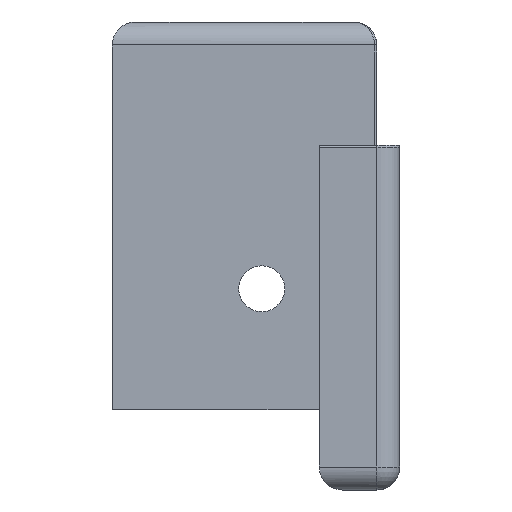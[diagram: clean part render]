
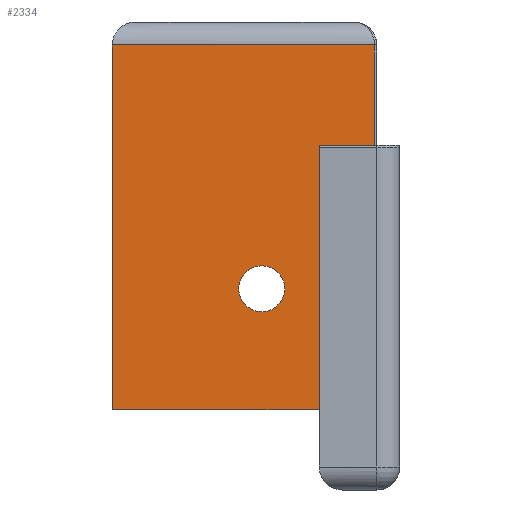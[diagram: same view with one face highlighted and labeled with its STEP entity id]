
A CAD part, left-side view. The second image highlights one B-rep face of the part: STEP entity #2334.
In plain terms, the highlighted planar face has unit normal (-1, 0, 0).
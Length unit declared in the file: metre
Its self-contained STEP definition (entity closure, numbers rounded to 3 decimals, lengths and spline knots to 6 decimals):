
#78=LINE('',#3451,#306);
#165=LINE('',#3670,#393);
#228=LINE('',#3803,#456);
#234=LINE('',#3815,#462);
#235=LINE('',#3818,#463);
#236=LINE('',#3819,#464);
#306=VECTOR('',#2728,1.);
#393=VECTOR('',#2895,1.);
#456=VECTOR('',#2988,1.);
#462=VECTOR('',#2996,1.);
#463=VECTOR('',#2997,1.);
#464=VECTOR('',#2998,1.);
#555=PLANE('',#2516);
#821=ORIENTED_EDGE('',*,*,#1461,.T.);
#822=ORIENTED_EDGE('',*,*,#1462,.T.);
#823=ORIENTED_EDGE('',*,*,#1455,.T.);
#824=ORIENTED_EDGE('',*,*,#1389,.T.);
#825=ORIENTED_EDGE('',*,*,#1280,.F.);
#826=ORIENTED_EDGE('',*,*,#1463,.T.);
#827=ORIENTED_EDGE('',*,*,#1464,.F.);
#1280=EDGE_CURVE('',#1619,#1620,#78,.T.);
#1389=EDGE_CURVE('',#1712,#1620,#165,.T.);
#1455=EDGE_CURVE('',#1767,#1712,#228,.T.);
#1461=EDGE_CURVE('',#1772,#1773,#234,.F.);
#1462=EDGE_CURVE('',#1773,#1767,#235,.F.);
#1463=EDGE_CURVE('',#1619,#1772,#236,.T.);
#1464=EDGE_CURVE('',#1774,#1774,#1848,.T.);
#1619=VERTEX_POINT('',#3450);
#1620=VERTEX_POINT('',#3452);
#1712=VERTEX_POINT('',#3671);
#1767=VERTEX_POINT('',#3804);
#1772=VERTEX_POINT('',#3816);
#1773=VERTEX_POINT('',#3817);
#1774=VERTEX_POINT('',#3821);
#1848=CIRCLE('',#2517,0.002);
#1939=EDGE_LOOP('',(#821,#822,#823,#824,#825,#826));
#1940=EDGE_LOOP('',(#827));
#2112=FACE_BOUND('',#1939,.T.);
#2113=FACE_BOUND('',#1940,.T.);
#2334=ADVANCED_FACE('',(#2112,#2113),#555,.F.);
#2516=AXIS2_PLACEMENT_3D('',#3814,#2994,#2995);
#2517=AXIS2_PLACEMENT_3D('',#3820,#2999,#3000);
#2728=DIRECTION('',(0.,0.,-1.));
#2895=DIRECTION('',(0.,-1.,0.));
#2988=DIRECTION('',(0.,0.,-1.));
#2994=DIRECTION('',(1.,0.,0.));
#2995=DIRECTION('',(0.,0.,-1.));
#2996=DIRECTION('',(0.,0.,-1.));
#2997=DIRECTION('',(0.,-1.,0.));
#2998=DIRECTION('',(0.,-1.,0.));
#2999=DIRECTION('',(-1.,0.,0.));
#3000=DIRECTION('',(0.,0.,1.));
#3450=CARTESIAN_POINT('',(-0.0748,-0.008305,0.025));
#3451=CARTESIAN_POINT('',(-0.0748,-0.008305,0.009));
#3452=CARTESIAN_POINT('',(-0.0748,-0.008305,0.002));
#3670=CARTESIAN_POINT('',(-0.0748,0.000695,0.002));
#3671=CARTESIAN_POINT('',(-0.0748,0.009695,0.002));
#3803=CARTESIAN_POINT('',(-0.0748,0.009695,0.009));
#3804=CARTESIAN_POINT('',(-0.0748,0.009695,0.0337));
#3814=CARTESIAN_POINT('',(-0.0748,0.000695,0.009));
#3815=CARTESIAN_POINT('',(-0.0748,-0.013105,0.0357));
#3816=CARTESIAN_POINT('',(-0.0748,-0.013105,0.025));
#3817=CARTESIAN_POINT('',(-0.0748,-0.013105,0.0337));
#3818=CARTESIAN_POINT('',(-0.0748,0.009695,0.0337));
#3819=CARTESIAN_POINT('',(-0.0748,-0.011805,0.025));
#3820=CARTESIAN_POINT('',(-0.0748,-0.003305,0.0125));
#3821=CARTESIAN_POINT('',(-0.0748,-0.003305,0.0145));
